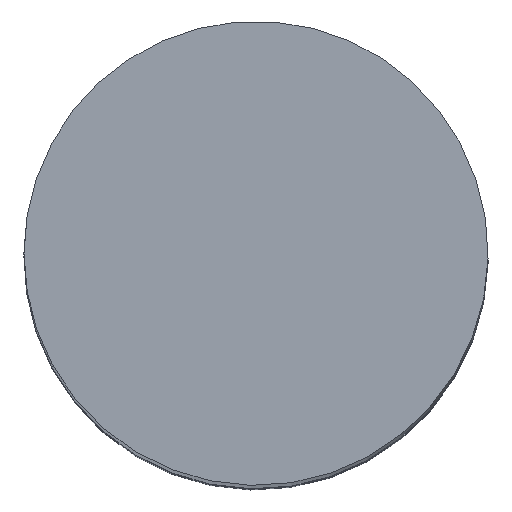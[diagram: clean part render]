
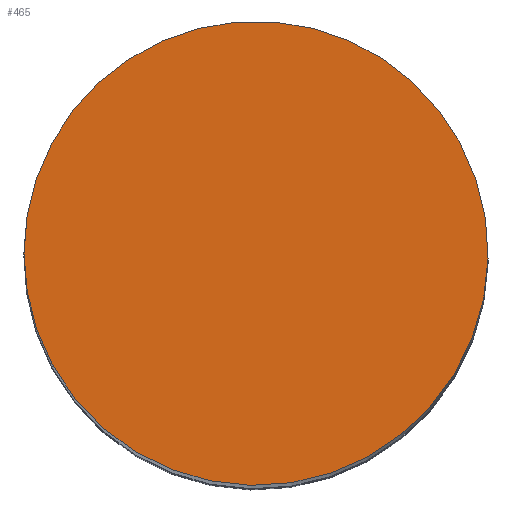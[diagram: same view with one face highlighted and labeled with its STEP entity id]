
A CAD part, top view. The second image highlights one B-rep face of the part: STEP entity #465.
In plain terms, the highlighted planar face has unit normal (0, 0, 1).
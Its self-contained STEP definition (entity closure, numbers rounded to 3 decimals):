
#213=CARTESIAN_POINT('',(0.,0.,200.));
#214=DIRECTION('',(0.,0.,1.));
#215=DIRECTION('',(-0.878,-0.479,0.));
#216=AXIS2_PLACEMENT_3D('',#213,#214,#215);
#221=CARTESIAN_POINT('',(0.,0.,200.));
#222=DIRECTION('',(0.,0.,1.));
#223=DIRECTION('',(-1.,0.,0.));
#224=AXIS2_PLACEMENT_3D('',#221,#222,#223);
#229=CARTESIAN_POINT('',(0.,0.,200.));
#230=DIRECTION('',(0.,0.,1.));
#231=DIRECTION('',(0.878,0.479,0.));
#232=AXIS2_PLACEMENT_3D('',#229,#230,#231);
#263=CARTESIAN_POINT('',(14.041,7.671,200.));
#264=VERTEX_POINT('',#263);
#265=CARTESIAN_POINT('',(-14.041,-7.671,200.));
#266=VERTEX_POINT('',#265);
#267=CARTESIAN_POINT('',(-16.,0.,200.));
#268=VERTEX_POINT('',#267);
#455=CARTESIAN_POINT('',(14.875,0.,200.));
#456=DIRECTION('',(0.,0.,1.));
#457=DIRECTION('',(1.,0.,0.));
#458=AXIS2_PLACEMENT_3D('',#455,#456,#457);
#459=PLANE('',#458);
#460=ORIENTED_EDGE('',*,*,#449,.F.);
#461=ORIENTED_EDGE('',*,*,#437,.F.);
#462=ORIENTED_EDGE('',*,*,#435,.F.);
#463=EDGE_LOOP('',(#460,#461,#462));
#464=FACE_OUTER_BOUND('',#463,.F.);
#217=CIRCLE('',#216,16.);
#225=CIRCLE('',#224,16.);
#233=CIRCLE('',#232,16.);
#435=EDGE_CURVE('',#264,#268,#233,.T.);
#437=EDGE_CURVE('',#268,#266,#225,.T.);
#449=EDGE_CURVE('',#266,#264,#217,.T.);
#465=ADVANCED_FACE('',(#464),#459,.T.);
